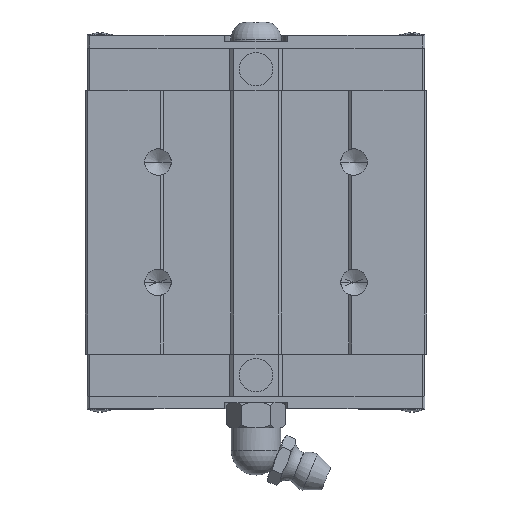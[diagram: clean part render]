
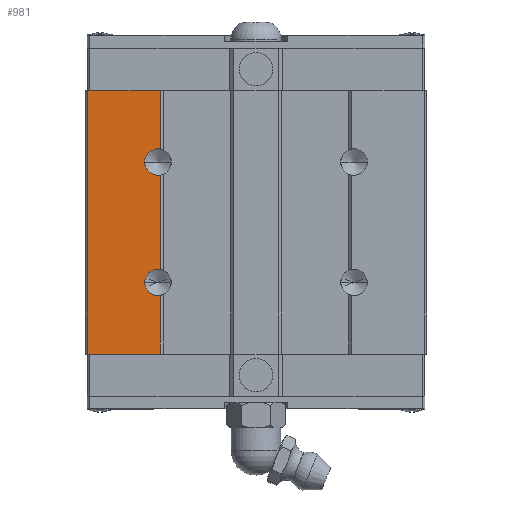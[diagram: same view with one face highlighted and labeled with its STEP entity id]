
A CAD part, top view. The second image highlights one B-rep face of the part: STEP entity #981.
In plain terms, the highlighted planar face has unit normal (0, 0, 1).
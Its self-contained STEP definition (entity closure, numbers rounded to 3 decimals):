
#981=ADVANCED_FACE('',(#2005),#2006,.T.);
#2005=FACE_OUTER_BOUND('',#3067,.T.);
#2006=PLANE('',#3068);
#3067=EDGE_LOOP('',(#6079,#6080,#6081,#6082,#6083,#6084,#6085,#6086,#6087,#6088));
#3068=AXIS2_PLACEMENT_3D('',#6089,#6090,#6091);
#6079=ORIENTED_EDGE('',*,*,#7549,.T.);
#6080=ORIENTED_EDGE('',*,*,#7008,.F.);
#6081=ORIENTED_EDGE('',*,*,#7557,.T.);
#6082=ORIENTED_EDGE('',*,*,#7447,.T.);
#6083=ORIENTED_EDGE('',*,*,#7538,.T.);
#6084=ORIENTED_EDGE('',*,*,#7558,.T.);
#6085=ORIENTED_EDGE('',*,*,#6407,.T.);
#6086=ORIENTED_EDGE('',*,*,#7541,.T.);
#6087=ORIENTED_EDGE('',*,*,#7559,.T.);
#6088=ORIENTED_EDGE('',*,*,#6417,.T.);
#6089=CARTESIAN_POINT('',(0.0,50.351,21.0));
#6090=DIRECTION('',(0.0,0.0,1.0));
#6091=DIRECTION('',(-1.0,0.0,-0.0));
#6407=EDGE_CURVE('',#7673,#7671,#7674,.T.);
#6417=EDGE_CURVE('',#7690,#7688,#7691,.T.);
#7008=EDGE_CURVE('',#8610,#8612,#8613,.T.);
#7447=EDGE_CURVE('',#9252,#9250,#9253,.T.);
#7538=EDGE_CURVE('',#9250,#9351,#9353,.T.);
#7541=EDGE_CURVE('',#7671,#9355,#9357,.T.);
#7549=EDGE_CURVE('',#7688,#8612,#9365,.T.);
#7557=EDGE_CURVE('',#8610,#9252,#9373,.T.);
#7558=EDGE_CURVE('',#9351,#7673,#9374,.T.);
#7559=EDGE_CURVE('',#9355,#7690,#9375,.T.);
#7671=VERTEX_POINT('',#9521);
#7673=VERTEX_POINT('',#9523);
#7674=CIRCLE('',#9524,2.1);
#7688=VERTEX_POINT('',#9542);
#7690=VERTEX_POINT('',#9544);
#7691=CIRCLE('',#9545,2.1);
#8610=VERTEX_POINT('',#11320);
#8612=VERTEX_POINT('',#11323);
#8613=LINE('',#11324,#11325);
#9250=VERTEX_POINT('',#12644);
#9252=VERTEX_POINT('',#12647);
#9253=LINE('',#12648,#12649);
#9351=VERTEX_POINT('',#12794);
#9353=LINE('',#12796,#12797);
#9355=VERTEX_POINT('',#12799);
#9357=LINE('',#12801,#12802);
#9365=LINE('',#12812,#12813);
#9373=LINE('',#12821,#12822);
#9374=CIRCLE('',#12823,2.1);
#9375=CIRCLE('',#12824,2.1);
#9521=CARTESIAN_POINT('',(-15.125,22.067,21.0));
#9523=CARTESIAN_POINT('',(-17.6,20.001,21.0));
#9524=AXIS2_PLACEMENT_3D('',#12996,#12997,#12998);
#9542=CARTESIAN_POINT('',(-15.125,41.067,21.0));
#9544=CARTESIAN_POINT('',(-17.6,39.001,21.0));
#9545=AXIS2_PLACEMENT_3D('',#13012,#13013,#13014);
#11320=CARTESIAN_POINT('',(-26.6,50.351,21.0));
#11323=CARTESIAN_POINT('',(-15.125,50.351,21.0));
#11324=CARTESIAN_POINT('',(-26.6,50.351,21.0));
#11325=VECTOR('',#13645,1.0);
#12644=CARTESIAN_POINT('',(-15.125,8.651,21.0));
#12647=CARTESIAN_POINT('',(-26.6,8.651,21.0));
#12648=CARTESIAN_POINT('',(-26.6,8.651,21.0));
#12649=VECTOR('',#14025,1.0);
#12794=CARTESIAN_POINT('',(-15.125,17.935,21.0));
#12796=CARTESIAN_POINT('',(-15.125,60.776,21.0));
#12797=VECTOR('',#14088,1.0);
#12799=CARTESIAN_POINT('',(-15.125,36.935,21.0));
#12801=CARTESIAN_POINT('',(-15.125,60.776,21.0));
#12802=VECTOR('',#14092,1.0);
#12812=CARTESIAN_POINT('',(-15.125,60.776,21.0));
#12813=VECTOR('',#14101,1.0);
#12821=CARTESIAN_POINT('',(-26.6,50.351,21.0));
#12822=VECTOR('',#14114,1.0);
#12823=AXIS2_PLACEMENT_3D('',#14115,#14116,#14117);
#12824=AXIS2_PLACEMENT_3D('',#14118,#14119,#14120);
#12996=CARTESIAN_POINT('',(-15.5,20.001,21.0));
#12997=DIRECTION('',(0.0,0.0,-1.0));
#12998=DIRECTION('',(1.0,0.0,0.0));
#13012=CARTESIAN_POINT('',(-15.5,39.001,21.0));
#13013=DIRECTION('',(0.0,0.0,-1.0));
#13014=DIRECTION('',(1.0,0.0,0.0));
#13645=DIRECTION('',(1.0,0.0,0.0));
#14025=DIRECTION('',(1.0,0.0,0.0));
#14088=DIRECTION('',(0.0,1.0,-0.0));
#14092=DIRECTION('',(0.0,1.0,-0.0));
#14101=DIRECTION('',(0.0,1.0,-0.0));
#14114=DIRECTION('',(0.0,-1.0,0.0));
#14115=CARTESIAN_POINT('',(-15.5,20.001,21.0));
#14116=DIRECTION('',(0.0,0.0,-1.0));
#14117=DIRECTION('',(1.0,0.0,0.0));
#14118=CARTESIAN_POINT('',(-15.5,39.001,21.0));
#14119=DIRECTION('',(0.0,0.0,-1.0));
#14120=DIRECTION('',(1.0,0.0,0.0));
